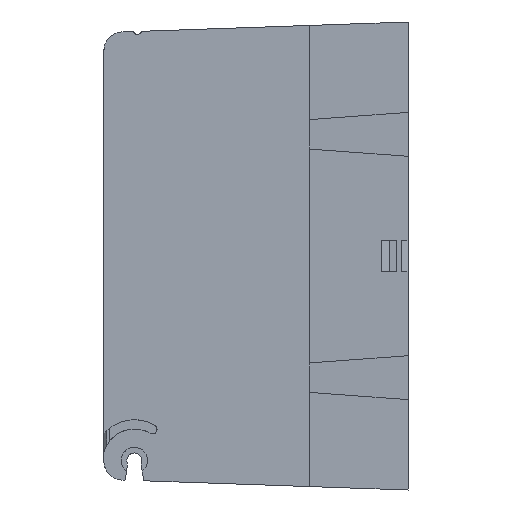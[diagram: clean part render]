
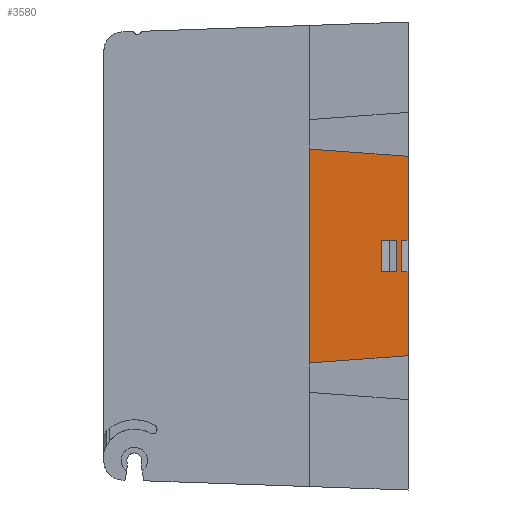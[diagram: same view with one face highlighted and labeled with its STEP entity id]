
A CAD part, left-side view. The second image highlights one B-rep face of the part: STEP entity #3580.
In plain terms, the highlighted planar face has unit normal (1, 0, 0).
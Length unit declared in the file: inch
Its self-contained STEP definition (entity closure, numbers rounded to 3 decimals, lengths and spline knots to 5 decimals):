
#261 = ORIENTED_EDGE ( 'NONE', *, *, #1767, .F. ) ;
#558 = ORIENTED_EDGE ( 'NONE', *, *, #13022, .F. ) ;
#714 = VERTEX_POINT ( 'NONE', #1481 ) ;
#725 = EDGE_CURVE ( 'NONE', #7914, #9456, #20975, .T. ) ;
#1097 = EDGE_CURVE ( 'NONE', #714, #5152, #22813, .T. ) ;
#1258 = CARTESIAN_POINT ( 'NONE',  ( -0.9242, -1.675, -1.065 ) ) ;
#1481 = CARTESIAN_POINT ( 'NONE',  ( -0.9242, -1.3934, -0.17 ) ) ;
#1518 = EDGE_CURVE ( 'NONE', #8869, #10746, #14045, .T. ) ;
#1767 = EDGE_CURVE ( 'NONE', #9456, #8869, #1770, .T. ) ;
#1770 = LINE ( 'NONE', #15867, #16944 ) ;
#1840 = CARTESIAN_POINT ( 'NONE',  ( -0.9242, -1.555, 0.17 ) ) ;
#2376 = VERTEX_POINT ( 'NONE', #1258 ) ;
#3336 = CARTESIAN_POINT ( 'NONE',  ( -0.9242, -0.625, -1.14282 ) ) ;
#3455 = LINE ( 'NONE', #9863, #17943 ) ;
#3580 = ADVANCED_FACE ( 'NONE', ( #14369, #9897 ), #19435, .F. ) ;
#3650 = VECTOR ( 'NONE', #5659, 39.37008 ) ;
#3671 = DIRECTION ( 'NONE',  ( 0., -1., 0. ) ) ;
#4245 = EDGE_LOOP ( 'NONE', ( #18030, #23682, #21487, #7296, #5457, #261, #13008, #15707 ) ) ;
#4747 = CARTESIAN_POINT ( 'NONE',  ( -0.9242, -0.625, 0.17 ) ) ;
#4979 = DIRECTION ( 'NONE',  ( 0., -1., 0. ) ) ;
#5152 = VERTEX_POINT ( 'NONE', #5686 ) ;
#5179 = LINE ( 'NONE', #15323, #14689 ) ;
#5189 = CARTESIAN_POINT ( 'NONE',  ( -0.9242, -1.605, 0.17 ) ) ;
#5457 = ORIENTED_EDGE ( 'NONE', *, *, #1518, .F. ) ;
#5659 = DIRECTION ( 'NONE',  ( 0., 0., 1. ) ) ;
#5686 = CARTESIAN_POINT ( 'NONE',  ( -0.9242, -1.3934, 0.17 ) ) ;
#5822 = DIRECTION ( 'NONE',  ( 0., 1., 0. ) ) ;
#6759 = CARTESIAN_POINT ( 'NONE',  ( -0.9242, -1.3934, -2.21333 ) ) ;
#7020 = CARTESIAN_POINT ( 'NONE',  ( -0.9242, -0.625, -4.87979 ) ) ;
#7049 = VECTOR ( 'NONE', #10589, 39.37008 ) ;
#7296 = ORIENTED_EDGE ( 'NONE', *, *, #19473, .F. ) ;
#7358 = CARTESIAN_POINT ( 'NONE',  ( -0.9242, -1.675, 1.065 ) ) ;
#7830 = VERTEX_POINT ( 'NONE', #3336 ) ;
#7914 = VERTEX_POINT ( 'NONE', #5189 ) ;
#8423 = VECTOR ( 'NONE', #3671, 39.37008 ) ;
#8763 = CARTESIAN_POINT ( 'NONE',  ( -0.9242, -1.605, -0.17 ) ) ;
#8797 = EDGE_CURVE ( 'NONE', #19565, #13478, #3455, .T. ) ;
#8869 = VERTEX_POINT ( 'NONE', #7358 ) ;
#8956 = DIRECTION ( 'NONE',  ( 0., 0., -1. ) ) ;
#8976 = VECTOR ( 'NONE', #22413, 39.37008 ) ;
#9039 = DIRECTION ( 'NONE',  ( 0., 0., -1. ) ) ;
#9456 = VERTEX_POINT ( 'NONE', #15200 ) ;
#9537 = VECTOR ( 'NONE', #15580, 39.37008 ) ;
#9863 = CARTESIAN_POINT ( 'NONE',  ( -0.9242, -1.555, -2.21333 ) ) ;
#9870 = DIRECTION ( 'NONE',  ( 0., 0., 1. ) ) ;
#9897 = FACE_OUTER_BOUND ( 'NONE', #4245, .T. ) ;
#9902 = CARTESIAN_POINT ( 'NONE',  ( -0.9242, -1.675, -2.25 ) ) ;
#10509 = CARTESIAN_POINT ( 'NONE',  ( -0.9242, -1.555, -0.17 ) ) ;
#10589 = DIRECTION ( 'NONE',  ( 0., -0.997, 0.074 ) ) ;
#10590 = LINE ( 'NONE', #9902, #20511 ) ;
#10632 = CARTESIAN_POINT ( 'NONE',  ( -0.9242, -0.625, 0.17 ) ) ;
#10746 = VERTEX_POINT ( 'NONE', #21449 ) ;
#11039 = CARTESIAN_POINT ( 'NONE',  ( -0.9242, -1.605, -2.21333 ) ) ;
#11212 = LINE ( 'NONE', #7020, #20554 ) ;
#12018 = EDGE_LOOP ( 'NONE', ( #15936, #14528, #558, #23722 ) ) ;
#12061 = EDGE_CURVE ( 'NONE', #2376, #13539, #10590, .T. ) ;
#12704 = AXIS2_PLACEMENT_3D ( 'NONE', #18393, #18343, #18324 ) ;
#13008 = ORIENTED_EDGE ( 'NONE', *, *, #725, .F. ) ;
#13022 = EDGE_CURVE ( 'NONE', #5152, #19565, #15995, .T. ) ;
#13478 = VERTEX_POINT ( 'NONE', #10509 ) ;
#13539 = VERTEX_POINT ( 'NONE', #22377 ) ;
#14045 = LINE ( 'NONE', #23023, #8976 ) ;
#14369 = FACE_BOUND ( 'NONE', #12018, .T. ) ;
#14500 = VERTEX_POINT ( 'NONE', #8763 ) ;
#14527 = DIRECTION ( 'NONE',  ( 0., 0., 1. ) ) ;
#14528 = ORIENTED_EDGE ( 'NONE', *, *, #8797, .F. ) ;
#14689 = VECTOR ( 'NONE', #5822, 39.37008 ) ;
#15200 = CARTESIAN_POINT ( 'NONE',  ( -0.9242, -1.675, 0.17 ) ) ;
#15208 = CARTESIAN_POINT ( 'NONE',  ( -0.9242, -0.625, -0.17 ) ) ;
#15323 = CARTESIAN_POINT ( 'NONE',  ( -0.9242, -0.625, -0.17 ) ) ;
#15392 = VECTOR ( 'NONE', #4979, 39.37008 ) ;
#15580 = DIRECTION ( 'NONE',  ( 0., 1., 0. ) ) ;
#15620 = DIRECTION ( 'NONE',  ( 0., 0., 1. ) ) ;
#15707 = ORIENTED_EDGE ( 'NONE', *, *, #21337, .F. ) ;
#15867 = CARTESIAN_POINT ( 'NONE',  ( -0.9242, -1.675, -2.25 ) ) ;
#15936 = ORIENTED_EDGE ( 'NONE', *, *, #21729, .F. ) ;
#15995 = LINE ( 'NONE', #4747, #15392 ) ;
#16944 = VECTOR ( 'NONE', #15620, 39.37008 ) ;
#17276 = EDGE_CURVE ( 'NONE', #13539, #14500, #24167, .T. ) ;
#17943 = VECTOR ( 'NONE', #9039, 39.37008 ) ;
#18030 = ORIENTED_EDGE ( 'NONE', *, *, #17276, .F. ) ;
#18324 = DIRECTION ( 'NONE',  ( 0., 0., 1. ) ) ;
#18343 = DIRECTION ( 'NONE',  ( -1., 0., 0. ) ) ;
#18393 = CARTESIAN_POINT ( 'NONE',  ( -0.9242, -0.625, -2.21333 ) ) ;
#19371 = VECTOR ( 'NONE', #14527, 39.37008 ) ;
#19435 = PLANE ( 'NONE',  #12704 ) ;
#19473 = EDGE_CURVE ( 'NONE', #10746, #7830, #11212, .T. ) ;
#19565 = VERTEX_POINT ( 'NONE', #1840 ) ;
#20511 = VECTOR ( 'NONE', #9870, 39.37008 ) ;
#20525 = LINE ( 'NONE', #11039, #19371 ) ;
#20554 = VECTOR ( 'NONE', #8956, 39.37008 ) ;
#20791 = EDGE_CURVE ( 'NONE', #7830, #2376, #21381, .T. ) ;
#20975 = LINE ( 'NONE', #10632, #8423 ) ;
#21337 = EDGE_CURVE ( 'NONE', #14500, #7914, #20525, .T. ) ;
#21381 = LINE ( 'NONE', #21665, #7049 ) ;
#21449 = CARTESIAN_POINT ( 'NONE',  ( -0.9242, -0.625, 1.14282 ) ) ;
#21487 = ORIENTED_EDGE ( 'NONE', *, *, #20791, .F. ) ;
#21665 = CARTESIAN_POINT ( 'NONE',  ( -0.9242, -0.625, -1.14282 ) ) ;
#21729 = EDGE_CURVE ( 'NONE', #13478, #714, #5179, .T. ) ;
#22377 = CARTESIAN_POINT ( 'NONE',  ( -0.9242, -1.675, -0.17 ) ) ;
#22413 = DIRECTION ( 'NONE',  ( 0., 0.997, 0.074 ) ) ;
#22813 = LINE ( 'NONE', #6759, #3650 ) ;
#23023 = CARTESIAN_POINT ( 'NONE',  ( -0.9242, -1.675, 1.065 ) ) ;
#23682 = ORIENTED_EDGE ( 'NONE', *, *, #12061, .F. ) ;
#23722 = ORIENTED_EDGE ( 'NONE', *, *, #1097, .F. ) ;
#24167 = LINE ( 'NONE', #15208, #9537 ) ;
